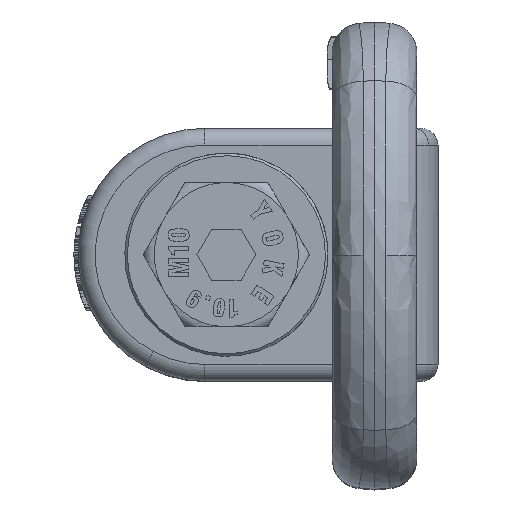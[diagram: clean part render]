
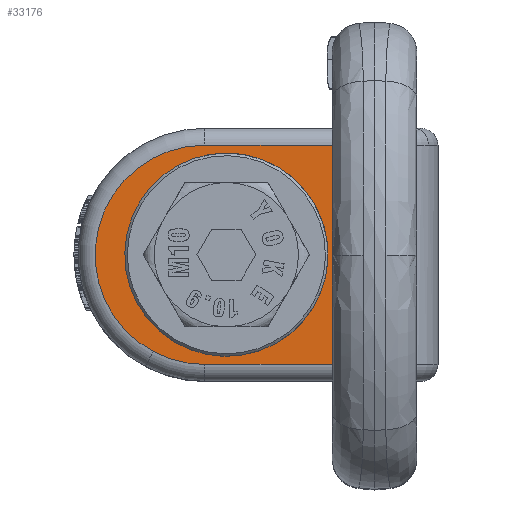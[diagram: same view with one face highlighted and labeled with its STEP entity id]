
A CAD part, top view. The second image highlights one B-rep face of the part: STEP entity #33176.
In plain terms, the highlighted planar face has unit normal (0, 0, 1).
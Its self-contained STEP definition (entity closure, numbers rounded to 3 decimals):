
#20270=CARTESIAN_POINT('Vertex',(-36.944,-11.427,20.)) ;
#20277=CARTESIAN_POINT('Vertex',(-30.85,-12.95,20.)) ;
#20280=CARTESIAN_POINT('Axis2P3D Location',(-30.85,0.,20.)) ;
#20297=CARTESIAN_POINT('Axis2P3D Location',(-30.85,0.,20.)) ;
#20301=CARTESIAN_POINT('Vertex',(-30.85,12.95,20.)) ;
#33031=CARTESIAN_POINT('Vertex',(-13.3,-12.95,20.)) ;
#33034=CARTESIAN_POINT('Line Origine',(-25.045,-12.95,20.)) ;
#33126=CARTESIAN_POINT('Axis2P3D Location',(0.,0.,20.)) ;
#33131=CARTESIAN_POINT('Line Origine',(-13.3,0.,20.)) ;
#33135=CARTESIAN_POINT('Vertex',(-13.3,12.95,20.)) ;
#33138=CARTESIAN_POINT('Line Origine',(-22.075,12.95,20.)) ;
#33150=CARTESIAN_POINT('Axis2P3D Location',(-28.3,0.,20.)) ;
#33154=CARTESIAN_POINT('Vertex',(-19.728,-2.741,20.)) ;
#33156=CARTESIAN_POINT('Vertex',(-19.3,0.,20.)) ;
#33159=CARTESIAN_POINT('Axis2P3D Location',(-28.3,0.,20.)) ;
#33163=CARTESIAN_POINT('Vertex',(-37.3,0.,20.)) ;
#33166=CARTESIAN_POINT('Axis2P3D Location',(-28.3,0.,20.)) ;
#20281=DIRECTION('Axis2P3D Direction',(0.,-0.,1.)) ;
#20298=DIRECTION('Axis2P3D Direction',(0.,-0.,1.)) ;
#33035=DIRECTION('Vector Direction',(-1.,0.,0.)) ;
#33127=DIRECTION('Axis2P3D Direction',(0.,0.,1.)) ;
#33128=DIRECTION('Axis2P3D XDirection',(1.,0.,0.)) ;
#33132=DIRECTION('Vector Direction',(0.,1.,0.)) ;
#33139=DIRECTION('Vector Direction',(1.,0.,0.)) ;
#33151=DIRECTION('Axis2P3D Direction',(0.,0.,1.)) ;
#33160=DIRECTION('Axis2P3D Direction',(0.,0.,1.)) ;
#33167=DIRECTION('Axis2P3D Direction',(0.,0.,1.)) ;
#20282=AXIS2_PLACEMENT_3D('Circle Axis2P3D',#20280,#20281,$) ;
#20299=AXIS2_PLACEMENT_3D('Circle Axis2P3D',#20297,#20298,$) ;
#33129=AXIS2_PLACEMENT_3D('Plane Axis2P3D',#33126,#33127,#33128) ;
#33152=AXIS2_PLACEMENT_3D('Circle Axis2P3D',#33150,#33151,$) ;
#33161=AXIS2_PLACEMENT_3D('Circle Axis2P3D',#33159,#33160,$) ;
#33168=AXIS2_PLACEMENT_3D('Circle Axis2P3D',#33166,#33167,$) ;
#33144=ORIENTED_EDGE('',*,*,#33137,.T.) ;
#33145=ORIENTED_EDGE('',*,*,#33142,.T.) ;
#33146=ORIENTED_EDGE('',*,*,#20303,.T.) ;
#33147=ORIENTED_EDGE('',*,*,#20284,.T.) ;
#33148=ORIENTED_EDGE('',*,*,#33038,.T.) ;
#33172=ORIENTED_EDGE('',*,*,#33158,.F.) ;
#33173=ORIENTED_EDGE('',*,*,#33165,.F.) ;
#33174=ORIENTED_EDGE('',*,*,#33170,.F.) ;
#33175=FACE_BOUND('',#33171,.T.) ;
#33036=VECTOR('Line Direction',#33035,1.) ;
#33133=VECTOR('Line Direction',#33132,1.) ;
#33140=VECTOR('Line Direction',#33139,1.) ;
#33176=ADVANCED_FACE('\X2\672C9AD4\X0\.1',(#33149,#33175),#33130,.T.) ;
#20283=CIRCLE('generated circle',#20282,12.95) ;
#20300=CIRCLE('generated circle',#20299,12.95) ;
#33153=CIRCLE('generated circle',#33152,9.) ;
#33162=CIRCLE('generated circle',#33161,9.) ;
#33169=CIRCLE('generated circle',#33168,9.) ;
#20284=EDGE_CURVE('',#20271,#20278,#20283,.T.) ;
#20303=EDGE_CURVE('',#20302,#20271,#20300,.T.) ;
#33038=EDGE_CURVE('',#20278,#33032,#33037,.F.) ;
#33137=EDGE_CURVE('',#33032,#33136,#33134,.T.) ;
#33142=EDGE_CURVE('',#33136,#20302,#33141,.F.) ;
#33158=EDGE_CURVE('',#33155,#33157,#33153,.T.) ;
#33165=EDGE_CURVE('',#33164,#33155,#33162,.T.) ;
#33170=EDGE_CURVE('',#33157,#33164,#33169,.T.) ;
#33143=EDGE_LOOP('',(#33144,#33145,#33146,#33147,#33148)) ;
#33171=EDGE_LOOP('',(#33172,#33173,#33174)) ;
#33149=FACE_OUTER_BOUND('',#33143,.T.) ;
#33037=LINE('Line',#33034,#33036) ;
#33134=LINE('Line',#33131,#33133) ;
#33141=LINE('Line',#33138,#33140) ;
#33130=PLANE('',#33129) ;
#20271=VERTEX_POINT('',#20270) ;
#20278=VERTEX_POINT('',#20277) ;
#20302=VERTEX_POINT('',#20301) ;
#33032=VERTEX_POINT('',#33031) ;
#33136=VERTEX_POINT('',#33135) ;
#33155=VERTEX_POINT('',#33154) ;
#33157=VERTEX_POINT('',#33156) ;
#33164=VERTEX_POINT('',#33163) ;
